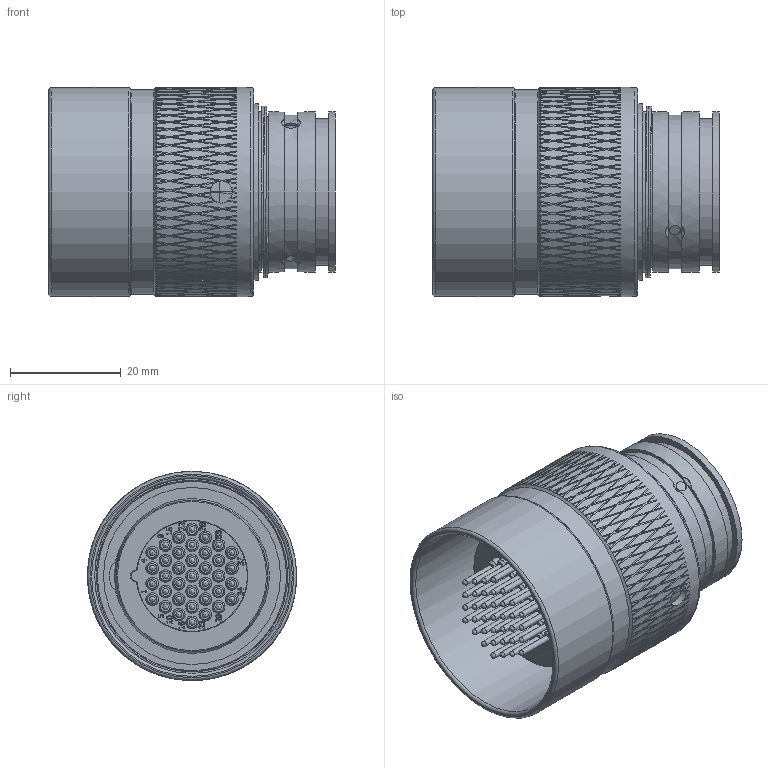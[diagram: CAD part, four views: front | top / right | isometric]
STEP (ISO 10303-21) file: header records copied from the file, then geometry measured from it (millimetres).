
FILE_DESCRIPTION(/* description */ (''),/* implementation_level */ '2;1');
FILE_NAME(/* name */ 'TrustLink MS CCP C 37 M.stp',/* time_stamp */ '2021-03-08T13:12:32+01:00',/* author */ ('sh'),/* organization */ (''),/* preprocessor_version */ 'ST-DEVELOPER v17.2',/* originating_system */ 'Autodesk Inventor 2019',/* authorisation */ '');
FILE_SCHEMA (('AUTOMOTIVE_DESIGN { 1 0 10303 214 3 1 1 }'));
Length unit declared in the file: millimetre
Products named in the file (1): TrustLink MS CCP C 37 M
Bounding box: 51.8 x 37.8 x 37.8 mm (x, y, z)
Volume: 26291.2 mm3; surface area: 21197.9 mm2
Topology: 2 solids, 2 shells, 2627 faces, 7491 edges, 5062 vertices
Faces by surface type: bspline 1536, cylinder 531, plane 346, cone 132, torus 45, sphere 37
Full cylindrical faces by diameter (mm): 0.5 x37, 1.02 x37, 1.1 x37, 1.8 x74, 2.3 x37, 4 x1, 24 x1, 24.5 x1, 26.6 x1, 27.27 x1, 27.35 x1, 27.8 x1, 28 x1, 29 x4, 29.5 x3, 31.05 x1, 32 x3, 34.2 x2, 35.2 x2, 35.3 x2, 37 x1, 37.78 x1, 37.8 x2
Entity records: 115973 total; most frequent: CARTESIAN_POINT 56953, ORIENTED_EDGE 14828, EDGE_CURVE 7414, DIRECTION 6377, VERTEX_POINT 5062, B_SPLINE_CURVE_WITH_KNOTS 4536, EDGE_LOOP 2974, STYLED_ITEM 2629
